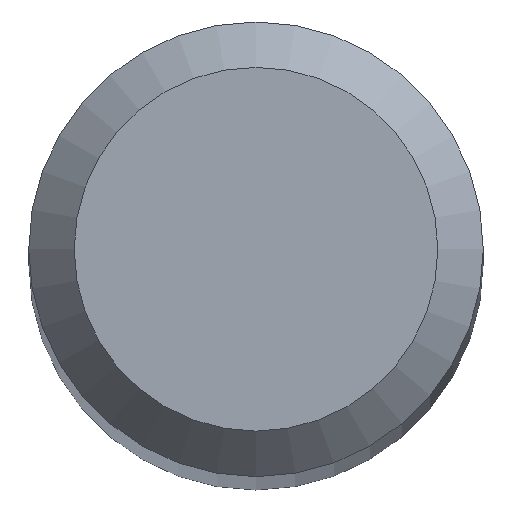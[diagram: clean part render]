
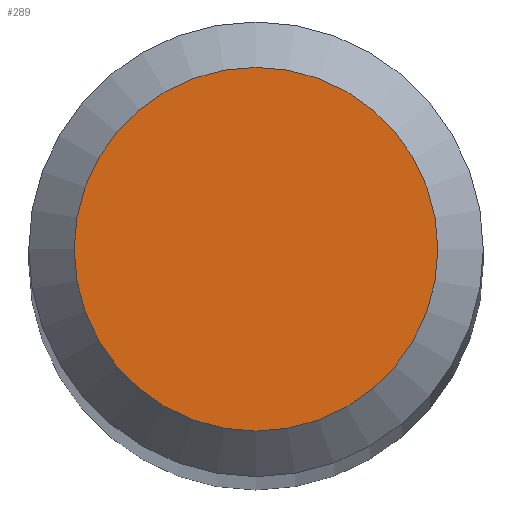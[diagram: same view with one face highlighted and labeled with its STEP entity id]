
A CAD part, top view. The second image highlights one B-rep face of the part: STEP entity #289.
In plain terms, the highlighted planar face has unit normal (0, 0, 1).
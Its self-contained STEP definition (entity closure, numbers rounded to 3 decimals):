
#14 = FACE_OUTER_BOUND ( 'NONE', #241, .T. ) ;
#35 = CIRCLE ( 'NONE', #57, 0.6 ) ;
#57 = AXIS2_PLACEMENT_3D ( 'NONE', #252, #203, #180 ) ;
#58 = CARTESIAN_POINT ( 'NONE',  ( 0., 0., 30. ) ) ;
#76 = ORIENTED_EDGE ( 'NONE', *, *, #157, .F. ) ;
#136 = DIRECTION ( 'NONE',  ( 0., 0., -1. ) ) ;
#157 = EDGE_CURVE ( 'NONE', #273, #273, #35, .T. ) ;
#180 = DIRECTION ( 'NONE',  ( 0., 1., 0. ) ) ;
#181 = PLANE ( 'NONE',  #288 ) ;
#203 = DIRECTION ( 'NONE',  ( 0., 0., -1. ) ) ;
#241 = EDGE_LOOP ( 'NONE', ( #76 ) ) ;
#252 = CARTESIAN_POINT ( 'NONE',  ( 0., 0., 30. ) ) ;
#254 = CARTESIAN_POINT ( 'NONE',  ( 0., 0.6, 30. ) ) ;
#269 = DIRECTION ( 'NONE',  ( 0., 1., 0. ) ) ;
#273 = VERTEX_POINT ( 'NONE', #254 ) ;
#288 = AXIS2_PLACEMENT_3D ( 'NONE', #58, #136, #269 ) ;
#289 = ADVANCED_FACE ( 'NONE', ( #14 ), #181, .F. ) ;
